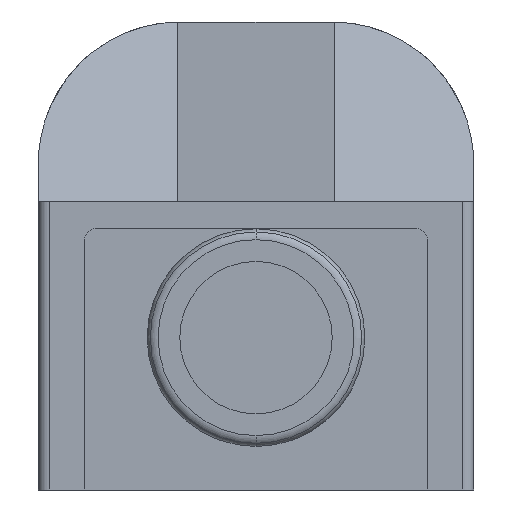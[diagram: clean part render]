
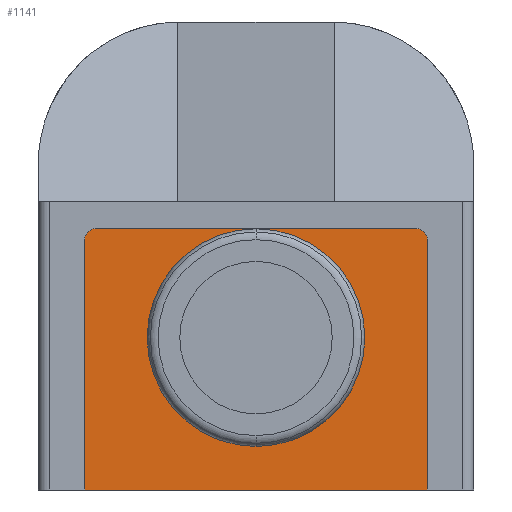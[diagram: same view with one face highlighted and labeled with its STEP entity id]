
A CAD part, front view. The second image highlights one B-rep face of the part: STEP entity #1141.
In plain terms, the highlighted planar face has unit normal (0, -1, 0).
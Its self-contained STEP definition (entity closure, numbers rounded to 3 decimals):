
#183=DIRECTION('',(-1.,0.,0.));
#184=VECTOR('',#183,6.3);
#185=CARTESIAN_POINT('',(3.15,0.,0.));
#186=LINE('',#185,#184);
#234=CARTESIAN_POINT('',(0.,0.,2.8));
#235=DIRECTION('',(0.,1.,0.));
#236=DIRECTION('',(-1.,0.,0.));
#237=AXIS2_PLACEMENT_3D('',#234,#235,#236);
#239=CARTESIAN_POINT('',(0.,0.,2.8));
#240=DIRECTION('',(0.,1.,0.));
#241=DIRECTION('',(1.,0.,0.));
#242=AXIS2_PLACEMENT_3D('',#239,#240,#241);
#244=CARTESIAN_POINT('',(0.,0.,2.8));
#245=DIRECTION('',(0.,1.,0.));
#246=DIRECTION('',(0.,0.,1.));
#247=AXIS2_PLACEMENT_3D('',#244,#245,#246);
#249=CARTESIAN_POINT('',(2.95,0.,4.6));
#250=DIRECTION('',(0.,-1.,0.));
#251=DIRECTION('',(1.,0.,0.));
#252=AXIS2_PLACEMENT_3D('',#249,#250,#251);
#254=DIRECTION('',(0.,0.,-1.));
#255=VECTOR('',#254,4.6);
#256=CARTESIAN_POINT('',(-3.15,0.,4.6));
#257=LINE('',#256,#255);
#258=CARTESIAN_POINT('',(-2.95,0.,4.6));
#259=DIRECTION('',(0.,-1.,0.));
#260=DIRECTION('',(0.,0.,1.));
#261=AXIS2_PLACEMENT_3D('',#258,#259,#260);
#368=DIRECTION('',(1.,0.,0.));
#369=VECTOR('',#368,2.95);
#370=CARTESIAN_POINT('',(0.,0.,4.8));
#371=LINE('',#370,#369);
#372=DIRECTION('',(1.,0.,0.));
#373=VECTOR('',#372,2.95);
#374=CARTESIAN_POINT('',(-2.95,0.,4.8));
#375=LINE('',#374,#373);
#384=DIRECTION('',(0.,0.,-1.));
#385=VECTOR('',#384,4.6);
#386=CARTESIAN_POINT('',(3.15,0.,4.6));
#387=LINE('',#386,#385);
#740=CARTESIAN_POINT('',(3.15,0.,0.));
#741=VERTEX_POINT('',#740);
#742=CARTESIAN_POINT('',(-3.15,0.,0.));
#743=VERTEX_POINT('',#742);
#746=CARTESIAN_POINT('',(-2.95,0.,4.8));
#747=CARTESIAN_POINT('',(-3.15,0.,4.6));
#748=VERTEX_POINT('',#746);
#749=VERTEX_POINT('',#747);
#750=CARTESIAN_POINT('',(0.,0.,4.8));
#751=VERTEX_POINT('',#750);
#752=CARTESIAN_POINT('',(2.95,0.,4.8));
#753=VERTEX_POINT('',#752);
#754=CARTESIAN_POINT('',(3.15,0.,4.6));
#755=VERTEX_POINT('',#754);
#799=CARTESIAN_POINT('',(-2.,0.,2.8));
#801=VERTEX_POINT('',#799);
#803=CARTESIAN_POINT('',(2.,0.,2.8));
#805=VERTEX_POINT('',#803);
#1117=CARTESIAN_POINT('',(-3.15,0.,0.));
#1118=DIRECTION('',(0.,-1.,0.));
#1119=DIRECTION('',(1.,0.,0.));
#1120=AXIS2_PLACEMENT_3D('',#1117,#1118,#1119);
#1121=PLANE('',#1120);
#1123=ORIENTED_EDGE('',*,*,#1122,.F.);
#1125=ORIENTED_EDGE('',*,*,#1124,.F.);
#1127=ORIENTED_EDGE('',*,*,#1126,.F.);
#1129=ORIENTED_EDGE('',*,*,#1128,.T.);
#1131=ORIENTED_EDGE('',*,*,#1130,.F.);
#1133=ORIENTED_EDGE('',*,*,#1132,.T.);
#1134=ORIENTED_EDGE('',*,*,#1070,.T.);
#1135=ORIENTED_EDGE('',*,*,#1096,.F.);
#1136=ORIENTED_EDGE('',*,*,#1108,.F.);
#1138=ORIENTED_EDGE('',*,*,#1137,.T.);
#1139=EDGE_LOOP('',(#1123,#1125,#1127,#1129,#1131,#1133,#1134,#1135,#1136,
#1138));
#1140=FACE_OUTER_BOUND('',#1139,.F.);
#1141=ADVANCED_FACE('',(#1140),#1121,.T.);
#238=CIRCLE('',#237,2.);
#243=CIRCLE('',#242,2.);
#248=CIRCLE('',#247,2.);
#253=CIRCLE('',#252,0.2);
#262=CIRCLE('',#261,0.2);
#1070=EDGE_CURVE('',#741,#743,#186,.T.);
#1096=EDGE_CURVE('',#749,#743,#257,.T.);
#1108=EDGE_CURVE('',#748,#749,#262,.T.);
#1122=EDGE_CURVE('',#801,#751,#238,.T.);
#1124=EDGE_CURVE('',#805,#801,#243,.T.);
#1126=EDGE_CURVE('',#751,#805,#248,.T.);
#1128=EDGE_CURVE('',#751,#753,#371,.T.);
#1130=EDGE_CURVE('',#755,#753,#253,.T.);
#1132=EDGE_CURVE('',#755,#741,#387,.T.);
#1137=EDGE_CURVE('',#748,#751,#375,.T.);
